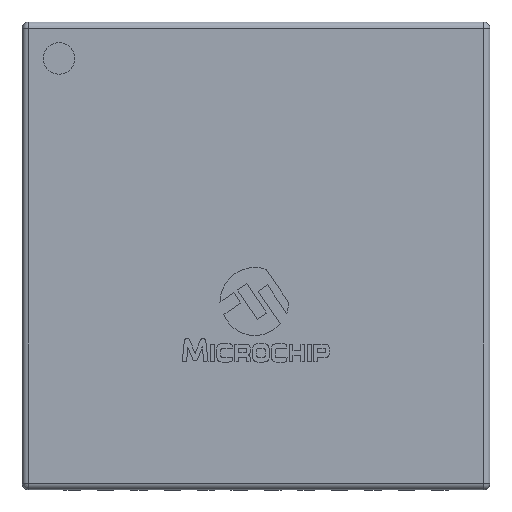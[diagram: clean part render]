
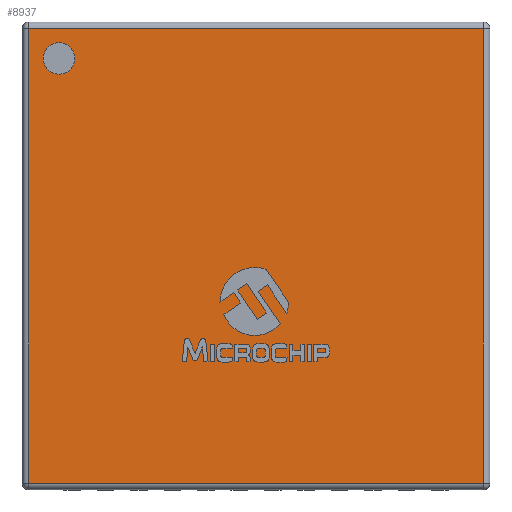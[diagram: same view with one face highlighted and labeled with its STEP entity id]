
A CAD part, top view. The second image highlights one B-rep face of the part: STEP entity #8937.
In plain terms, the highlighted planar face has unit normal (0, 0, 1).
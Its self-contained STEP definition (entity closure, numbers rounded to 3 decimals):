
#283=PLANE('',#9574);
#697=LINE('',#12843,#1707);
#701=LINE('',#12859,#1711);
#703=LINE('',#12862,#1713);
#705=LINE('',#12865,#1715);
#1707=VECTOR('',#10338,6.8);
#1711=VECTOR('',#10356,6.8);
#1713=VECTOR('',#10360,6.8);
#1715=VECTOR('',#10364,6.8);
#2834=FACE_OUTER_BOUND('',#3393,.T.);
#3393=EDGE_LOOP('',(#6382,#6383,#6384,#6385));
#4163=VERTEX_POINT('',#12805);
#4168=VERTEX_POINT('',#12818);
#4173=VERTEX_POINT('',#12831);
#4178=VERTEX_POINT('',#12847);
#5042=EDGE_CURVE('',#4163,#4173,#697,.T.);
#5050=EDGE_CURVE('',#4173,#4178,#701,.T.);
#5052=EDGE_CURVE('',#4178,#4168,#703,.T.);
#5054=EDGE_CURVE('',#4168,#4163,#705,.T.);
#6382=ORIENTED_EDGE('',*,*,#5042,.F.);
#6383=ORIENTED_EDGE('',*,*,#5054,.F.);
#6384=ORIENTED_EDGE('',*,*,#5052,.F.);
#6385=ORIENTED_EDGE('',*,*,#5050,.F.);
#8937=ADVANCED_FACE('',(#2834),#283,.T.);
#9574=AXIS2_PLACEMENT_3D('',#12874,#10376,#10377);
#10338=DIRECTION('',(0.,1.,0.));
#10356=DIRECTION('',(1.,0.,0.));
#10360=DIRECTION('',(0.,-1.,0.));
#10364=DIRECTION('',(-1.,0.,0.));
#10376=DIRECTION('center_axis',(0.,0.,1.));
#10377=DIRECTION('ref_axis',(1.,0.,0.));
#12805=CARTESIAN_POINT('',(-3.4,-3.4,0.875));
#12818=CARTESIAN_POINT('',(3.4,-3.4,0.875));
#12831=CARTESIAN_POINT('',(-3.4,3.4,0.875));
#12843=CARTESIAN_POINT('',(-3.4,1.75,0.875));
#12847=CARTESIAN_POINT('',(3.4,3.4,0.875));
#12859=CARTESIAN_POINT('',(1.75,3.4,0.875));
#12862=CARTESIAN_POINT('',(3.4,-1.75,0.875));
#12865=CARTESIAN_POINT('',(-1.75,-3.4,0.875));
#12874=CARTESIAN_POINT('Origin',(0.,0.,0.875));
